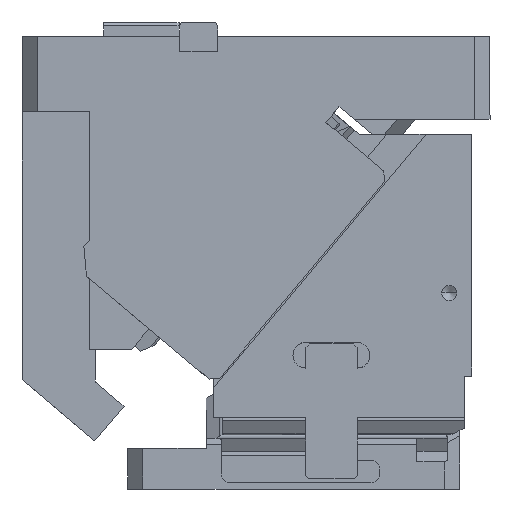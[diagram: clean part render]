
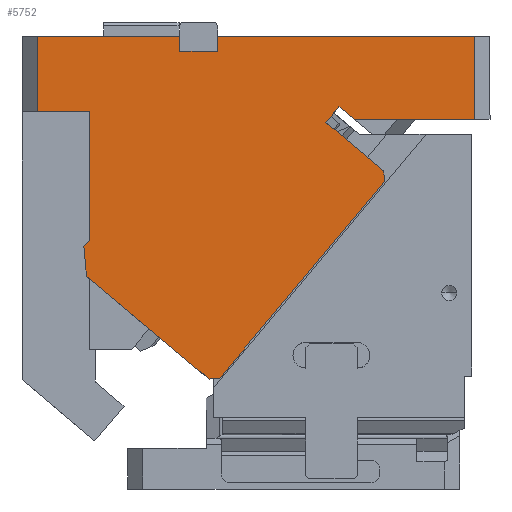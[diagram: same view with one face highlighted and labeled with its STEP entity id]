
A CAD part, front view. The second image highlights one B-rep face of the part: STEP entity #5752.
In plain terms, the highlighted planar face has unit normal (0, -1, 0).
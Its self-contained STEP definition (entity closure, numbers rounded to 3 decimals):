
#372=CARTESIAN_POINT('Vertex',(-300.,-90.,170.)) ;
#375=CARTESIAN_POINT('Line Origine',(-252.75,-90.,170.)) ;
#379=CARTESIAN_POINT('Vertex',(-205.5,-90.,170.)) ;
#657=CARTESIAN_POINT('Vertex',(-300.,-90.,120.)) ;
#660=CARTESIAN_POINT('Line Origine',(-300.,-90.,145.)) ;
#681=CARTESIAN_POINT('Vertex',(-265.,-90.,120.)) ;
#686=CARTESIAN_POINT('Line Origine',(-282.5,-90.,120.)) ;
#2900=CARTESIAN_POINT('Vertex',(-90.036,-90.,115.)) ;
#2903=CARTESIAN_POINT('Line Origine',(-95.03,-90.,119.191)) ;
#2907=CARTESIAN_POINT('Vertex',(-100.024,-90.,123.381)) ;
#3041=CARTESIAN_POINT('Line Origine',(-267.014,-90.,33.271)) ;
#3045=CARTESIAN_POINT('Vertex',(-265.,-90.,35.671)) ;
#3047=CARTESIAN_POINT('Vertex',(-269.027,-90.,30.871)) ;
#3087=CARTESIAN_POINT('Vertex',(-10.,-90.,115.)) ;
#3101=CARTESIAN_POINT('Vertex',(-10.,-90.,170.)) ;
#3104=CARTESIAN_POINT('Line Origine',(-10.,-90.,142.5)) ;
#3148=CARTESIAN_POINT('Vertex',(-108.702,-90.,113.039)) ;
#3151=CARTESIAN_POINT('Line Origine',(-89.55,-90.,96.97)) ;
#3155=CARTESIAN_POINT('Vertex',(-70.399,-90.,80.9)) ;
#3189=CARTESIAN_POINT('Vertex',(-69.783,-90.,73.856)) ;
#3199=CARTESIAN_POINT('Line Origine',(-70.091,-90.,77.378)) ;
#4576=CARTESIAN_POINT('Line Origine',(-268.165,-90.,21.009)) ;
#4580=CARTESIAN_POINT('Vertex',(-267.302,-90.,11.148)) ;
#4604=CARTESIAN_POINT('Vertex',(-186.101,-90.,-56.988)) ;
#4607=CARTESIAN_POINT('Line Origine',(-226.701,-90.,-22.92)) ;
#4648=CARTESIAN_POINT('Line Origine',(-182.579,-90.,-56.68)) ;
#4652=CARTESIAN_POINT('Vertex',(-179.057,-90.,-56.372)) ;
#4667=CARTESIAN_POINT('Line Origine',(-124.42,-90.,8.742)) ;
#4683=CARTESIAN_POINT('Vertex',(-180.5,-90.,160.)) ;
#4686=CARTESIAN_POINT('Line Origine',(-180.5,-90.,165.)) ;
#4690=CARTESIAN_POINT('Vertex',(-180.5,-90.,170.)) ;
#4709=CARTESIAN_POINT('Vertex',(-205.5,-90.,160.)) ;
#4712=CARTESIAN_POINT('Line Origine',(-193.,-90.,160.)) ;
#4801=CARTESIAN_POINT('Line Origine',(-104.363,-90.,118.21)) ;
#4891=CARTESIAN_POINT('Line Origine',(-50.018,-90.,115.)) ;
#4933=CARTESIAN_POINT('Line Origine',(-95.25,-90.,170.)) ;
#5594=CARTESIAN_POINT('Line Origine',(-265.,-90.,77.835)) ;
#5714=CARTESIAN_POINT('Line Origine',(-205.5,-90.,165.)) ;
#5726=CARTESIAN_POINT('Axis2P3D Location',(0.,-90.,120.)) ;
#376=DIRECTION('Vector Direction',(-1.,0.,0.)) ;
#661=DIRECTION('Vector Direction',(0.,0.,-1.)) ;
#687=DIRECTION('Vector Direction',(1.,0.,0.)) ;
#2904=DIRECTION('Vector Direction',(0.766,0.,-0.643)) ;
#3042=DIRECTION('Vector Direction',(-0.643,0.,-0.766)) ;
#3105=DIRECTION('Vector Direction',(0.,0.,1.)) ;
#3152=DIRECTION('Vector Direction',(-0.766,0.,0.643)) ;
#3200=DIRECTION('Vector Direction',(-0.087,0.,0.996)) ;
#4577=DIRECTION('Vector Direction',(-0.087,0.,0.996)) ;
#4608=DIRECTION('Vector Direction',(-0.766,0.,0.643)) ;
#4649=DIRECTION('Vector Direction',(-0.996,0.,-0.087)) ;
#4668=DIRECTION('Vector Direction',(-0.643,0.,-0.766)) ;
#4687=DIRECTION('Vector Direction',(0.,0.,1.)) ;
#4713=DIRECTION('Vector Direction',(1.,0.,0.)) ;
#4802=DIRECTION('Vector Direction',(0.643,0.,0.766)) ;
#4892=DIRECTION('Vector Direction',(1.,0.,0.)) ;
#4934=DIRECTION('Vector Direction',(-1.,0.,0.)) ;
#5595=DIRECTION('Vector Direction',(0.,0.,-1.)) ;
#5715=DIRECTION('Vector Direction',(0.,0.,1.)) ;
#5727=DIRECTION('Axis2P3D Direction',(0.,1.,0.)) ;
#5728=DIRECTION('Axis2P3D XDirection',(-1.,0.,0.)) ;
#5729=AXIS2_PLACEMENT_3D('Plane Axis2P3D',#5726,#5727,#5728) ;
#5732=ORIENTED_EDGE('',*,*,#4582,.F.) ;
#5733=ORIENTED_EDGE('',*,*,#4611,.F.) ;
#5734=ORIENTED_EDGE('',*,*,#4654,.F.) ;
#5735=ORIENTED_EDGE('',*,*,#4671,.F.) ;
#5736=ORIENTED_EDGE('',*,*,#3203,.T.) ;
#5737=ORIENTED_EDGE('',*,*,#3157,.T.) ;
#5738=ORIENTED_EDGE('',*,*,#4805,.T.) ;
#5739=ORIENTED_EDGE('',*,*,#2909,.T.) ;
#5740=ORIENTED_EDGE('',*,*,#4895,.T.) ;
#5741=ORIENTED_EDGE('',*,*,#3108,.T.) ;
#5742=ORIENTED_EDGE('',*,*,#4937,.T.) ;
#5743=ORIENTED_EDGE('',*,*,#4692,.F.) ;
#5744=ORIENTED_EDGE('',*,*,#4716,.F.) ;
#5745=ORIENTED_EDGE('',*,*,#5718,.T.) ;
#5746=ORIENTED_EDGE('',*,*,#381,.T.) ;
#5747=ORIENTED_EDGE('',*,*,#664,.T.) ;
#5748=ORIENTED_EDGE('',*,*,#690,.T.) ;
#5749=ORIENTED_EDGE('',*,*,#5598,.T.) ;
#5750=ORIENTED_EDGE('',*,*,#3049,.T.) ;
#377=VECTOR('Line Direction',#376,1.) ;
#662=VECTOR('Line Direction',#661,1.) ;
#688=VECTOR('Line Direction',#687,1.) ;
#2905=VECTOR('Line Direction',#2904,1.) ;
#3043=VECTOR('Line Direction',#3042,1.) ;
#3106=VECTOR('Line Direction',#3105,1.) ;
#3153=VECTOR('Line Direction',#3152,1.) ;
#3201=VECTOR('Line Direction',#3200,1.) ;
#4578=VECTOR('Line Direction',#4577,1.) ;
#4609=VECTOR('Line Direction',#4608,1.) ;
#4650=VECTOR('Line Direction',#4649,1.) ;
#4669=VECTOR('Line Direction',#4668,1.) ;
#4688=VECTOR('Line Direction',#4687,1.) ;
#4714=VECTOR('Line Direction',#4713,1.) ;
#4803=VECTOR('Line Direction',#4802,1.) ;
#4893=VECTOR('Line Direction',#4892,1.) ;
#4935=VECTOR('Line Direction',#4934,1.) ;
#5596=VECTOR('Line Direction',#5595,1.) ;
#5716=VECTOR('Line Direction',#5715,1.) ;
#5752=ADVANCED_FACE('CAM HOLDER',(#5751),#5730,.F.) ;
#381=EDGE_CURVE('',#380,#373,#378,.T.) ;
#664=EDGE_CURVE('',#373,#658,#663,.T.) ;
#690=EDGE_CURVE('',#658,#682,#689,.T.) ;
#2909=EDGE_CURVE('',#2908,#2901,#2906,.T.) ;
#3049=EDGE_CURVE('',#3046,#3048,#3044,.T.) ;
#3108=EDGE_CURVE('',#3088,#3102,#3107,.T.) ;
#3157=EDGE_CURVE('',#3156,#3149,#3154,.T.) ;
#3203=EDGE_CURVE('',#3190,#3156,#3202,.T.) ;
#4582=EDGE_CURVE('',#4581,#3048,#4579,.T.) ;
#4611=EDGE_CURVE('',#4605,#4581,#4610,.T.) ;
#4654=EDGE_CURVE('',#4653,#4605,#4651,.T.) ;
#4671=EDGE_CURVE('',#3190,#4653,#4670,.T.) ;
#4692=EDGE_CURVE('',#4684,#4691,#4689,.T.) ;
#4716=EDGE_CURVE('',#4710,#4684,#4715,.T.) ;
#4805=EDGE_CURVE('',#3149,#2908,#4804,.T.) ;
#4895=EDGE_CURVE('',#2901,#3088,#4894,.T.) ;
#4937=EDGE_CURVE('',#3102,#4691,#4936,.T.) ;
#5598=EDGE_CURVE('',#682,#3046,#5597,.T.) ;
#5718=EDGE_CURVE('',#4710,#380,#5717,.T.) ;
#5731=EDGE_LOOP('',(#5732,#5733,#5734,#5735,#5736,#5737,#5738,#5739,#5740,#5741,#5742,#5743,#5744,#5745,#5746,#5747,#5748,#5749,#5750)) ;
#5751=FACE_OUTER_BOUND('',#5731,.T.) ;
#378=LINE('Line',#375,#377) ;
#663=LINE('Line',#660,#662) ;
#689=LINE('Line',#686,#688) ;
#2906=LINE('Line',#2903,#2905) ;
#3044=LINE('Line',#3041,#3043) ;
#3107=LINE('Line',#3104,#3106) ;
#3154=LINE('Line',#3151,#3153) ;
#3202=LINE('Line',#3199,#3201) ;
#4579=LINE('Line',#4576,#4578) ;
#4610=LINE('Line',#4607,#4609) ;
#4651=LINE('Line',#4648,#4650) ;
#4670=LINE('Line',#4667,#4669) ;
#4689=LINE('Line',#4686,#4688) ;
#4715=LINE('Line',#4712,#4714) ;
#4804=LINE('Line',#4801,#4803) ;
#4894=LINE('Line',#4891,#4893) ;
#4936=LINE('Line',#4933,#4935) ;
#5597=LINE('Line',#5594,#5596) ;
#5717=LINE('Line',#5714,#5716) ;
#5730=PLANE('Plane',#5729) ;
#373=VERTEX_POINT('',#372) ;
#380=VERTEX_POINT('',#379) ;
#658=VERTEX_POINT('',#657) ;
#682=VERTEX_POINT('',#681) ;
#2901=VERTEX_POINT('',#2900) ;
#2908=VERTEX_POINT('',#2907) ;
#3046=VERTEX_POINT('',#3045) ;
#3048=VERTEX_POINT('',#3047) ;
#3088=VERTEX_POINT('',#3087) ;
#3102=VERTEX_POINT('',#3101) ;
#3149=VERTEX_POINT('',#3148) ;
#3156=VERTEX_POINT('',#3155) ;
#3190=VERTEX_POINT('',#3189) ;
#4581=VERTEX_POINT('',#4580) ;
#4605=VERTEX_POINT('',#4604) ;
#4653=VERTEX_POINT('',#4652) ;
#4684=VERTEX_POINT('',#4683) ;
#4691=VERTEX_POINT('',#4690) ;
#4710=VERTEX_POINT('',#4709) ;
